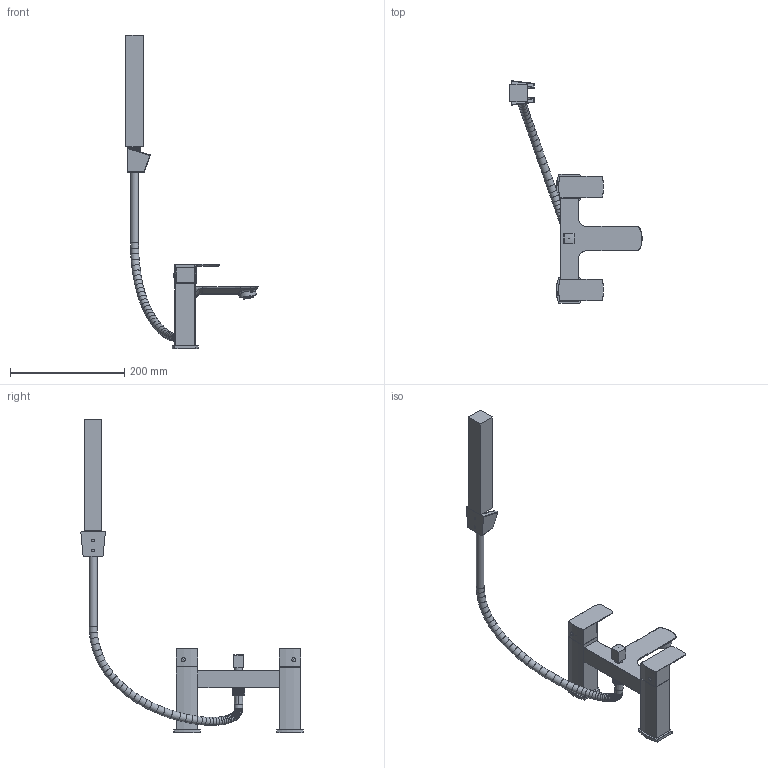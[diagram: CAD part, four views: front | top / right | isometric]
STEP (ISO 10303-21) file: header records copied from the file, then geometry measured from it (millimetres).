
FILE_DESCRIPTION(/* description */ (''),/* implementation_level */ '2;1');
FILE_NAME(/* name */ 'T9051+支架.stp',/* time_stamp */ '2022-10-21T16:43:42+08:00',/* author */ (''),/* organization */ (''),/* preprocessor_version */ 'ST-DEVELOPER v16.7',/* originating_system */ 'SIEMENS PLM Software NX 12.0',/* authorisation */ '');
FILE_SCHEMA (('AUTOMOTIVE_DESIGN { 1 0 10303 214 3 1 1 1 }'));
Products named in the file (1): Admi7330CF283de3
Bounding box: 231.17 x 388.93 x 548.12 mm (x, y, z)
Volume: 607808.7 mm3; surface area: 217341 mm2
Topology: 19 solids, 19 shells, 2014 faces, 4951 edges, 3210 vertices
Faces by surface type: plane 1471, cylinder 258, bspline 132, torus 88, cone 33, sphere 26, extrusion 6
Full cylindrical faces by diameter (mm): 4.5 x2, 6 x1, 7.2 x3, 8.5 x1, 10.1 x1, 12 x1, 12.5 x1, 13.8 x1, 13.857 x1, 14 x2, 15 x4, 15.5 x1, 18 x2, 20 x1, 21.7 x1, 22 x2, 29 x2, 30 x3, 33 x2, 38 x2, 42 x2
Entity records: 71542 total; most frequent: CARTESIAN_POINT 25519, ORIENTED_EDGE 9596, DIRECTION 8590, EDGE_CURVE 4798, VECTOR 3584, LINE 3578, VERTEX_POINT 3189, AXIS2_PLACEMENT_3D 2503
